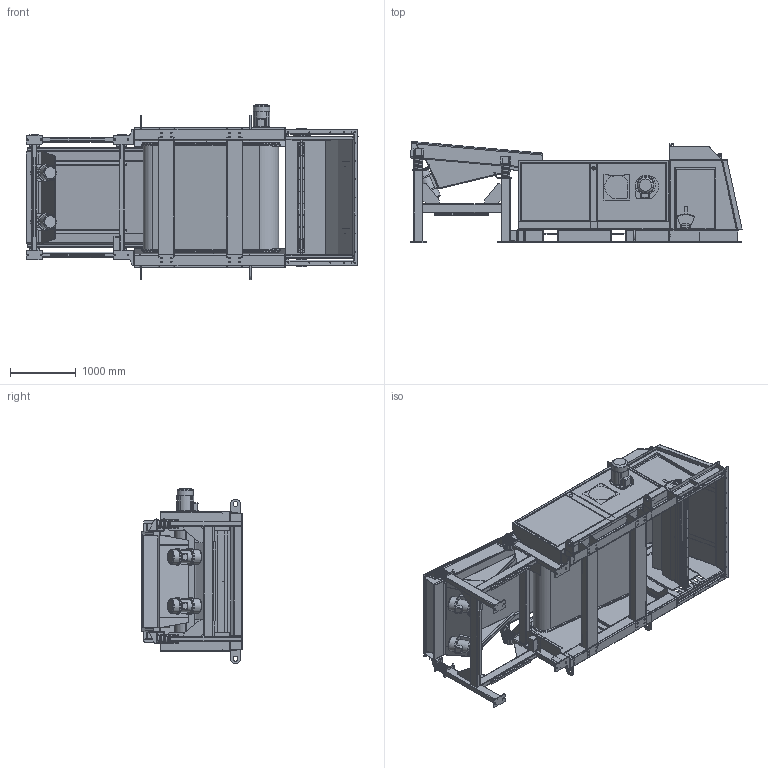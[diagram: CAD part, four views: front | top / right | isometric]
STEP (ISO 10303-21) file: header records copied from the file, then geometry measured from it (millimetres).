
FILE_DESCRIPTION(/* description */ ('REC MASTER'),/* implementation_level */ '2;1');
FILE_NAME(/* name */ 'E0136511.stp',/* time_stamp */ '2021-02-17T13:52:11+01:00',/* author */ ('tt'),/* organization */ (''),/* preprocessor_version */ 'ST-DEVELOPER v18.1',/* originating_system */ 'Autodesk Inventor 2021',/* authorisation */ '');
FILE_SCHEMA (('AUTOMOTIVE_DESIGN { 1 0 10303 214 3 1 1 }'));
Products named in the file (18): E0126747; E0058699; E0126663; E0126673; 45.1800047; E0126730; E0134792; E0126721; E0127573; E0127568; E0127577; E0127575; E0127578; E0127579; E0127576; E0127567; MX00000085; E0126651
Assembly tree (17 placements, depth 2):
  E0126747
    E0058699
    E0126663
    E0126673
    45.1800047
    E0126730
    E0134792
    E0126721
    E0127573
    E0127568
    E0127577
    E0127575
    E0127578
    E0127579
    E0127576
    E0127567
    MX00000085
    E0126651
Bounding box: 5044.55 x 1534.46 x 2667.1 mm (x, y, z)
Volume: 345617568.1 mm3; surface area: 89488899.6 mm2
Topology: 27 solids, 27 shells, 3562 faces, 9867 edges, 6212 vertices
Faces by surface type: plane 1960, cylinder 1414, bspline 122, sphere 26, torus 22, cone 18
Full cylindrical faces by diameter (mm): 6.75 x20, 8 x2, 8.5 x6, 10 x7, 12 x18, 15 x4, 32 x2, 35 x4, 38 x1, 40 x4, 55 x2, 65 x1, 75 x4, 129.7 x40, 130.1 x40, 213.8 x1, 219 x4, 223.821 x1, 230 x1, 248 x1, 300 x1
Entity records: 132772 total; most frequent: CARTESIAN_POINT 35845, ORIENTED_EDGE 19754, DIRECTION 19235, EDGE_CURVE 9877, LINE 6627, VECTOR 6627, AXIS2_PLACEMENT_3D 6304, VERTEX_POINT 6220
